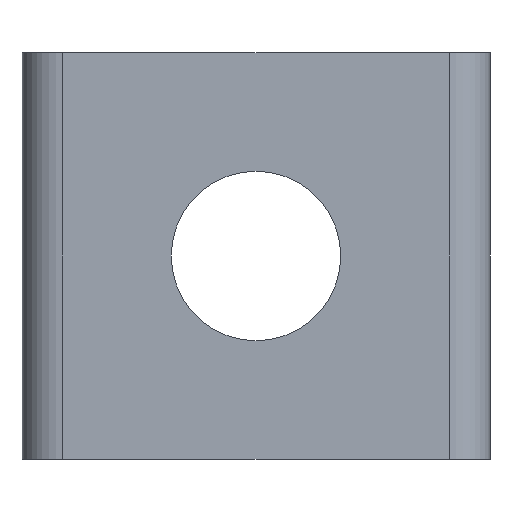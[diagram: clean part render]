
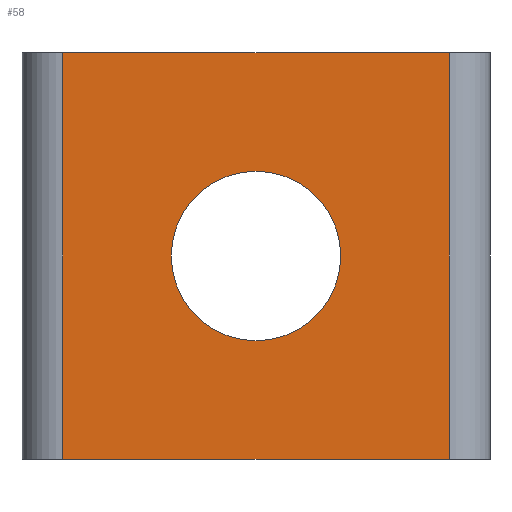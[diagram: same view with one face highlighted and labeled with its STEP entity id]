
A CAD part, front view. The second image highlights one B-rep face of the part: STEP entity #58.
In plain terms, the highlighted planar face has unit normal (0, -1, 0).
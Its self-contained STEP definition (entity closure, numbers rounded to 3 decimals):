
#18 = DIRECTION ( 'NONE',  ( 1., 0., 0. ) ) ;
#37 = DIRECTION ( 'NONE',  ( 0., 1., 0. ) ) ;
#48 = AXIS2_PLACEMENT_3D ( 'NONE', #135, #317, #440 ) ;
#58 = ADVANCED_FACE ( 'NONE', ( #268, #226 ), #359, .F. ) ;
#64 = CARTESIAN_POINT ( 'NONE',  ( -14.25, 0., 15. ) ) ;
#70 = DIRECTION ( 'NONE',  ( 1., 0., 0. ) ) ;
#101 = ORIENTED_EDGE ( 'NONE', *, *, #460, .T. ) ;
#110 = ORIENTED_EDGE ( 'NONE', *, *, #526, .T. ) ;
#135 = CARTESIAN_POINT ( 'NONE',  ( 0., 0., 0. ) ) ;
#142 = DIRECTION ( 'NONE',  ( -1., 0., 0. ) ) ;
#145 = AXIS2_PLACEMENT_3D ( 'NONE', #494, #365, #142 ) ;
#147 = EDGE_CURVE ( 'NONE', #176, #342, #549, .T. ) ;
#153 = VERTEX_POINT ( 'NONE', #514 ) ;
#161 = LINE ( 'NONE', #64, #564 ) ;
#164 = EDGE_CURVE ( 'NONE', #176, #312, #161, .T. ) ;
#176 = VERTEX_POINT ( 'NONE', #386 ) ;
#177 = AXIS2_PLACEMENT_3D ( 'NONE', #481, #37, #537 ) ;
#200 = CARTESIAN_POINT ( 'NONE',  ( 14.25, 0., 15. ) ) ;
#209 = CARTESIAN_POINT ( 'NONE',  ( -14.25, 0., -15. ) ) ;
#221 = ORIENTED_EDGE ( 'NONE', *, *, #298, .T. ) ;
#226 = FACE_OUTER_BOUND ( 'NONE', #236, .T. ) ;
#233 = ORIENTED_EDGE ( 'NONE', *, *, #147, .F. ) ;
#236 = EDGE_LOOP ( 'NONE', ( #221, #484, #233, #577 ) ) ;
#240 = LINE ( 'NONE', #200, #322 ) ;
#252 = DIRECTION ( 'NONE',  ( 0., 0., -1. ) ) ;
#268 = FACE_BOUND ( 'NONE', #319, .T. ) ;
#288 = CIRCLE ( 'NONE', #48, 6.25 ) ;
#298 = EDGE_CURVE ( 'NONE', #312, #466, #427, .T. ) ;
#299 = CARTESIAN_POINT ( 'NONE',  ( 0., 0., -15. ) ) ;
#300 = VECTOR ( 'NONE', #70, 1000. ) ;
#306 = CARTESIAN_POINT ( 'NONE',  ( 14.25, 0., -15. ) ) ;
#312 = VERTEX_POINT ( 'NONE', #209 ) ;
#317 = DIRECTION ( 'NONE',  ( 0., 1., 0. ) ) ;
#319 = EDGE_LOOP ( 'NONE', ( #101, #110 ) ) ;
#322 = VECTOR ( 'NONE', #548, 1000. ) ;
#342 = VERTEX_POINT ( 'NONE', #420 ) ;
#359 = PLANE ( 'NONE',  #145 ) ;
#363 = VERTEX_POINT ( 'NONE', #554 ) ;
#365 = DIRECTION ( 'NONE',  ( 0., 1., 0. ) ) ;
#386 = CARTESIAN_POINT ( 'NONE',  ( -14.25, 0., 15. ) ) ;
#389 = EDGE_CURVE ( 'NONE', #342, #466, #240, .T. ) ;
#420 = CARTESIAN_POINT ( 'NONE',  ( 14.25, 0., 15. ) ) ;
#427 = LINE ( 'NONE', #299, #300 ) ;
#433 = VECTOR ( 'NONE', #18, 1000. ) ;
#440 = DIRECTION ( 'NONE',  ( 0., 0., 1. ) ) ;
#460 = EDGE_CURVE ( 'NONE', #153, #363, #288, .T. ) ;
#465 = CARTESIAN_POINT ( 'NONE',  ( 0., 0., 15. ) ) ;
#466 = VERTEX_POINT ( 'NONE', #306 ) ;
#472 = CIRCLE ( 'NONE', #177, 6.25 ) ;
#481 = CARTESIAN_POINT ( 'NONE',  ( 0., 0., 0. ) ) ;
#484 = ORIENTED_EDGE ( 'NONE', *, *, #389, .F. ) ;
#494 = CARTESIAN_POINT ( 'NONE',  ( 0., 0., 15. ) ) ;
#514 = CARTESIAN_POINT ( 'NONE',  ( 0., 0., -6.25 ) ) ;
#526 = EDGE_CURVE ( 'NONE', #363, #153, #472, .T. ) ;
#537 = DIRECTION ( 'NONE',  ( 0., 0., 1. ) ) ;
#548 = DIRECTION ( 'NONE',  ( 0., 0., -1. ) ) ;
#549 = LINE ( 'NONE', #465, #433 ) ;
#554 = CARTESIAN_POINT ( 'NONE',  ( 0., 0., 6.25 ) ) ;
#564 = VECTOR ( 'NONE', #252, 1000. ) ;
#577 = ORIENTED_EDGE ( 'NONE', *, *, #164, .T. ) ;
